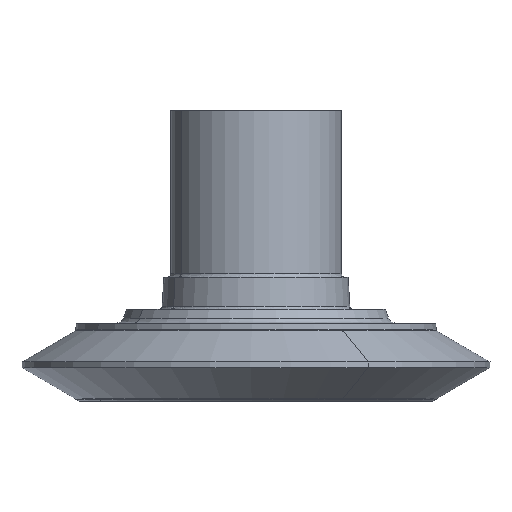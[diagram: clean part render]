
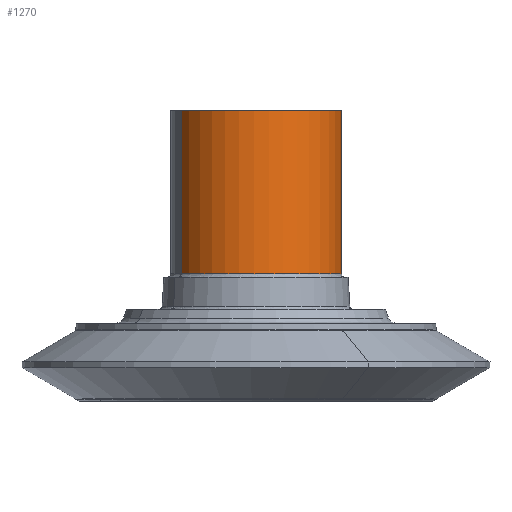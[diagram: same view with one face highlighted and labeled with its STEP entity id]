
A CAD part, front view. The second image highlights one B-rep face of the part: STEP entity #1270.
In plain terms, the highlighted cylindrical face has radius 5.05 mm (diameter 10.1 mm), a partial arc.
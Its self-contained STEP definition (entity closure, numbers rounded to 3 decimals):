
#139=AXIS2_PLACEMENT_3D('Cylinder Axis2P3D',#136,#137,#138) ;
#1249=AXIS2_PLACEMENT_3D('Circle Axis2P3D',#1247,#1248,$) ;
#1261=AXIS2_PLACEMENT_3D('Circle Axis2P3D',#1259,#1260,$) ;
#136=CARTESIAN_POINT('Axis2P3D Location',(0.,0.,8.6)) ;
#145=CARTESIAN_POINT('Vertex',(4.432,2.421,17.2)) ;
#147=CARTESIAN_POINT('Vertex',(-4.432,-2.421,17.2)) ;
#150=CARTESIAN_POINT('Line Origine',(4.432,2.421,12.374)) ;
#154=CARTESIAN_POINT('Vertex',(4.432,2.421,7.547)) ;
#161=CARTESIAN_POINT('Vertex',(-4.432,-2.421,7.548)) ;
#164=CARTESIAN_POINT('Line Origine',(-4.432,-2.421,12.374)) ;
#1247=CARTESIAN_POINT('Axis2P3D Location',(0.,0.,7.548)) ;
#1259=CARTESIAN_POINT('Axis2P3D Location',(0.,0.,17.2)) ;
#137=DIRECTION('Axis2P3D Direction',(0.,0.,1.)) ;
#138=DIRECTION('Axis2P3D XDirection',(0.878,0.479,0.)) ;
#151=DIRECTION('Vector Direction',(0.,0.,1.)) ;
#165=DIRECTION('Vector Direction',(0.,0.,1.)) ;
#1248=DIRECTION('Axis2P3D Direction',(0.,0.,1.)) ;
#1260=DIRECTION('Axis2P3D Direction',(0.,0.,1.)) ;
#152=VECTOR('Line Direction',#151,1.) ;
#166=VECTOR('Line Direction',#165,1.) ;
#1265=ORIENTED_EDGE('',*,*,#1251,.T.) ;
#1266=ORIENTED_EDGE('',*,*,#156,.T.) ;
#1267=ORIENTED_EDGE('',*,*,#1263,.F.) ;
#1268=ORIENTED_EDGE('',*,*,#168,.T.) ;
#1270=ADVANCED_FACE('NOCUT',(#1269),#140,.T.) ;
#1250=CIRCLE('generated circle',#1249,5.05) ;
#1262=CIRCLE('generated circle',#1261,5.05) ;
#140=CYLINDRICAL_SURFACE('generated cylinder',#139,5.05) ;
#156=EDGE_CURVE('',#155,#146,#153,.T.) ;
#168=EDGE_CURVE('',#148,#162,#167,.F.) ;
#1251=EDGE_CURVE('',#162,#155,#1250,.T.) ;
#1263=EDGE_CURVE('',#148,#146,#1262,.T.) ;
#1264=EDGE_LOOP('',(#1265,#1266,#1267,#1268)) ;
#1269=FACE_OUTER_BOUND('',#1264,.T.) ;
#153=LINE('Line',#150,#152) ;
#167=LINE('Line',#164,#166) ;
#146=VERTEX_POINT('',#145) ;
#148=VERTEX_POINT('',#147) ;
#155=VERTEX_POINT('',#154) ;
#162=VERTEX_POINT('',#161) ;
